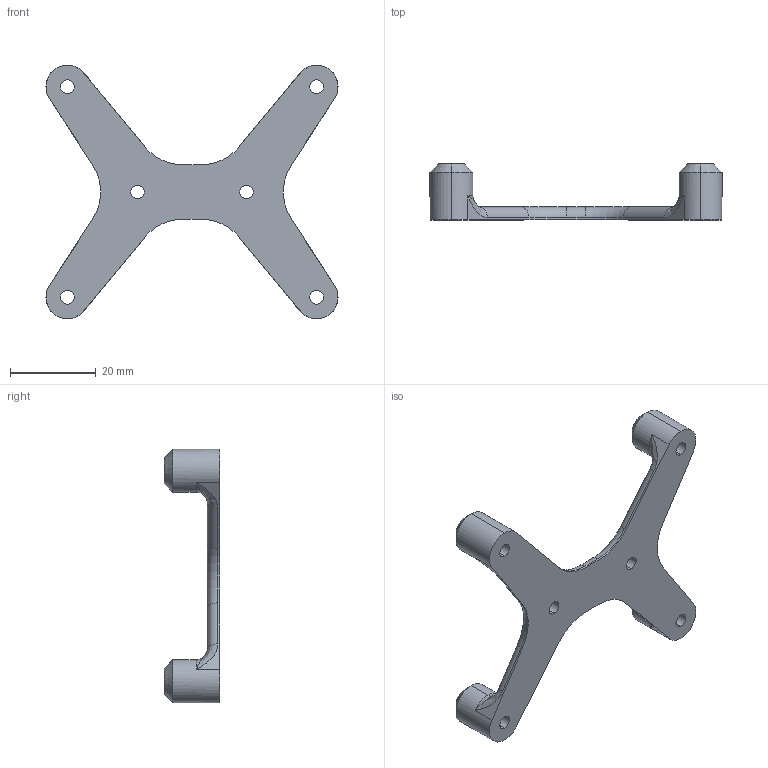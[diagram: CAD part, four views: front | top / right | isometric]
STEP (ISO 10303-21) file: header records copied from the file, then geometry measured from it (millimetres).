
FILE_DESCRIPTION (( 'STEP AP203' ), '1' );
FILE_NAME ('woodpi.STEP', '2024-08-25T02:12:00', ( '' ), ( '' ), 'SwSTEP 2.0', 'SolidWorks 2023', '' );
FILE_SCHEMA (( 'CONFIG_CONTROL_DESIGN' ));
Length unit declared in the file: millimetre
Products named in the file (1): woodpi
Bounding box: 68 x 13 x 59 mm (x, y, z)
Volume: 7417 mm3; surface area: 5767.6 mm2
Topology: 1 solids, 1 shells, 92 faces, 228 edges, 134 vertices
Faces by surface type: cylinder 44, plane 20, torus 12, cone 8, bspline 8
Entity records: 3379 total; most frequent: CARTESIAN_POINT 1117, DIRECTION 488, ORIENTED_EDGE 440, EDGE_CURVE 220, AXIS2_PLACEMENT_3D 201, VERTEX_POINT 134, CIRCLE 116, EDGE_LOOP 108
